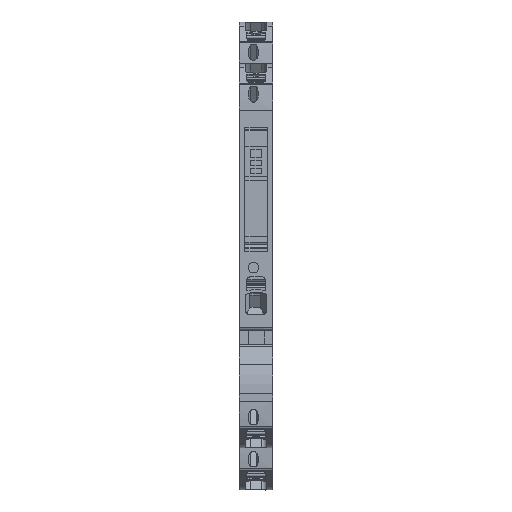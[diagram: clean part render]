
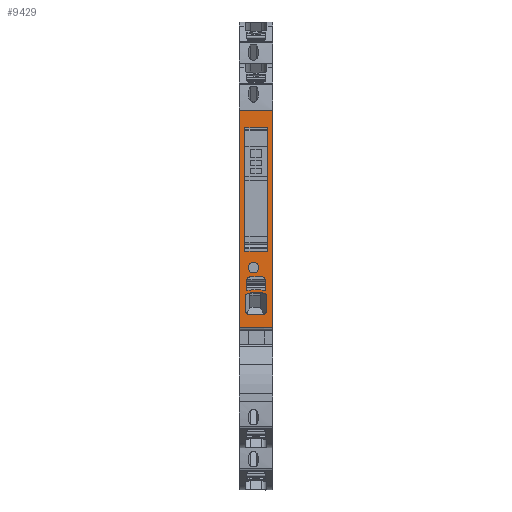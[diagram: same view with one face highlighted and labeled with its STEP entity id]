
A CAD part, top view. The second image highlights one B-rep face of the part: STEP entity #9429.
In plain terms, the highlighted planar face has unit normal (0, 0, 1).
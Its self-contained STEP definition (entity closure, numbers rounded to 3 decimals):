
#4958=AXIS2_PLACEMENT_3D('Plane Axis2P3D',#4955,#4956,#4957) ;
#9256=AXIS2_PLACEMENT_3D('Circle Axis2P3D',#9254,#9255,$) ;
#9270=AXIS2_PLACEMENT_3D('Circle Axis2P3D',#9268,#9269,$) ;
#9291=AXIS2_PLACEMENT_3D('Circle Axis2P3D',#9289,#9290,$) ;
#9322=AXIS2_PLACEMENT_3D('Circle Axis2P3D',#9320,#9321,$) ;
#9336=AXIS2_PLACEMENT_3D('Circle Axis2P3D',#9334,#9335,$) ;
#9350=AXIS2_PLACEMENT_3D('Circle Axis2P3D',#9348,#9349,$) ;
#9379=AXIS2_PLACEMENT_3D('Circle Axis2P3D',#9377,#9378,$) ;
#2892=CARTESIAN_POINT('Vertex',(6.4,72.484,62.45)) ;
#2896=CARTESIAN_POINT('Control Point',(6.4,30.984,62.45)) ;
#2897=CARTESIAN_POINT('Control Point',(6.4,39.284,62.45)) ;
#2898=CARTESIAN_POINT('Control Point',(6.4,47.584,62.45)) ;
#2899=CARTESIAN_POINT('Control Point',(6.4,55.884,62.45)) ;
#2900=CARTESIAN_POINT('Control Point',(6.4,64.184,62.45)) ;
#2901=CARTESIAN_POINT('Control Point',(6.4,72.484,62.45)) ;
#2902=CARTESIAN_POINT('Vertex',(6.4,30.984,62.45)) ;
#3419=CARTESIAN_POINT('Vertex',(0.,30.984,62.45)) ;
#3422=CARTESIAN_POINT('Line Origine',(0.,51.734,62.45)) ;
#3426=CARTESIAN_POINT('Vertex',(0.,72.484,62.45)) ;
#4955=CARTESIAN_POINT('Axis2P3D Location',(3.19,88.484,62.45)) ;
#9162=CARTESIAN_POINT('Line Origine',(2.59,72.484,62.45)) ;
#9234=CARTESIAN_POINT('Line Origine',(3.2,30.984,62.45)) ;
#9245=CARTESIAN_POINT('Line Origine',(1.385,38.969,62.45)) ;
#9249=CARTESIAN_POINT('Vertex',(1.385,39.844,62.45)) ;
#9251=CARTESIAN_POINT('Vertex',(1.385,38.094,62.45)) ;
#9254=CARTESIAN_POINT('Axis2P3D Location',(2.185,39.844,62.45)) ;
#9258=CARTESIAN_POINT('Vertex',(2.185,40.644,62.45)) ;
#9261=CARTESIAN_POINT('Line Origine',(3.235,40.644,62.45)) ;
#9265=CARTESIAN_POINT('Vertex',(4.285,40.644,62.45)) ;
#9268=CARTESIAN_POINT('Axis2P3D Location',(4.285,39.844,62.45)) ;
#9272=CARTESIAN_POINT('Vertex',(5.085,39.844,62.45)) ;
#9275=CARTESIAN_POINT('Line Origine',(5.085,38.969,62.45)) ;
#9279=CARTESIAN_POINT('Vertex',(5.085,38.094,62.45)) ;
#9282=CARTESIAN_POINT('Line Origine',(4.827,38.094,62.45)) ;
#9286=CARTESIAN_POINT('Vertex',(4.568,38.094,62.45)) ;
#9289=CARTESIAN_POINT('Axis2P3D Location',(3.235,32.225,62.45)) ;
#9293=CARTESIAN_POINT('Vertex',(1.902,38.094,62.45)) ;
#9296=CARTESIAN_POINT('Line Origine',(1.643,38.094,62.45)) ;
#9311=CARTESIAN_POINT('Line Origine',(1.1,35.86,62.45)) ;
#9315=CARTESIAN_POINT('Vertex',(1.1,37.311,62.45)) ;
#9317=CARTESIAN_POINT('Vertex',(1.1,34.409,62.45)) ;
#9320=CARTESIAN_POINT('Axis2P3D Location',(3.235,31.704,62.45)) ;
#9324=CARTESIAN_POINT('Vertex',(5.3,37.337,62.45)) ;
#9327=CARTESIAN_POINT('Line Origine',(5.3,35.873,62.45)) ;
#9331=CARTESIAN_POINT('Vertex',(5.3,34.409,62.45)) ;
#9334=CARTESIAN_POINT('Axis2P3D Location',(4.3,34.409,62.45)) ;
#9338=CARTESIAN_POINT('Vertex',(4.3,33.409,62.45)) ;
#9341=CARTESIAN_POINT('Line Origine',(3.2,33.409,62.45)) ;
#9345=CARTESIAN_POINT('Vertex',(2.1,33.409,62.45)) ;
#9348=CARTESIAN_POINT('Axis2P3D Location',(2.1,34.409,62.45)) ;
#9361=CARTESIAN_POINT('Line Origine',(2.71,41.474,62.45)) ;
#9365=CARTESIAN_POINT('Vertex',(2.06,41.474,62.45)) ;
#9367=CARTESIAN_POINT('Vertex',(3.36,41.474,62.45)) ;
#9370=CARTESIAN_POINT('Line Origine',(1.928,41.771,62.45)) ;
#9374=CARTESIAN_POINT('Vertex',(1.796,42.068,62.45)) ;
#9377=CARTESIAN_POINT('Axis2P3D Location',(2.71,42.474,62.45)) ;
#9381=CARTESIAN_POINT('Vertex',(3.624,42.068,62.45)) ;
#9384=CARTESIAN_POINT('Line Origine',(3.492,41.771,62.45)) ;
#9395=CARTESIAN_POINT('Line Origine',(3.23,69.134,62.45)) ;
#9399=CARTESIAN_POINT('Vertex',(5.38,69.134,62.45)) ;
#9401=CARTESIAN_POINT('Vertex',(1.08,69.134,62.45)) ;
#9404=CARTESIAN_POINT('Line Origine',(5.38,57.327,62.45)) ;
#9408=CARTESIAN_POINT('Vertex',(5.38,45.521,62.45)) ;
#9411=CARTESIAN_POINT('Line Origine',(3.23,45.521,62.45)) ;
#9415=CARTESIAN_POINT('Vertex',(1.08,45.521,62.45)) ;
#9418=CARTESIAN_POINT('Line Origine',(1.08,57.327,62.45)) ;
#3423=DIRECTION('Vector Direction',(0.,-1.,0.)) ;
#4956=DIRECTION('Axis2P3D Direction',(0.,0.,1.)) ;
#4957=DIRECTION('Axis2P3D XDirection',(0.,-1.,0.)) ;
#9163=DIRECTION('Vector Direction',(1.,0.,0.)) ;
#9235=DIRECTION('Vector Direction',(1.,0.,0.)) ;
#9246=DIRECTION('Vector Direction',(0.,-1.,0.)) ;
#9255=DIRECTION('Axis2P3D Direction',(0.,0.,1.)) ;
#9262=DIRECTION('Vector Direction',(1.,0.,0.)) ;
#9269=DIRECTION('Axis2P3D Direction',(0.,0.,1.)) ;
#9276=DIRECTION('Vector Direction',(0.,1.,0.)) ;
#9283=DIRECTION('Vector Direction',(1.,0.,0.)) ;
#9290=DIRECTION('Axis2P3D Direction',(0.,0.,1.)) ;
#9297=DIRECTION('Vector Direction',(1.,0.,0.)) ;
#9312=DIRECTION('Vector Direction',(0.,-1.,0.)) ;
#9321=DIRECTION('Axis2P3D Direction',(0.,0.,1.)) ;
#9328=DIRECTION('Vector Direction',(0.,1.,0.)) ;
#9335=DIRECTION('Axis2P3D Direction',(0.,0.,1.)) ;
#9342=DIRECTION('Vector Direction',(1.,0.,0.)) ;
#9349=DIRECTION('Axis2P3D Direction',(0.,0.,1.)) ;
#9362=DIRECTION('Vector Direction',(1.,0.,0.)) ;
#9371=DIRECTION('Vector Direction',(0.406,-0.914,0.)) ;
#9378=DIRECTION('Axis2P3D Direction',(0.,0.,1.)) ;
#9385=DIRECTION('Vector Direction',(0.406,0.914,0.)) ;
#9396=DIRECTION('Vector Direction',(-1.,0.,0.)) ;
#9405=DIRECTION('Vector Direction',(0.,-1.,0.)) ;
#9412=DIRECTION('Vector Direction',(1.,0.,0.)) ;
#9419=DIRECTION('Vector Direction',(0.,-1.,0.)) ;
#3424=VECTOR('Line Direction',#3423,1.) ;
#9164=VECTOR('Line Direction',#9163,1.) ;
#9236=VECTOR('Line Direction',#9235,1.) ;
#9247=VECTOR('Line Direction',#9246,1.) ;
#9263=VECTOR('Line Direction',#9262,1.) ;
#9277=VECTOR('Line Direction',#9276,1.) ;
#9284=VECTOR('Line Direction',#9283,1.) ;
#9298=VECTOR('Line Direction',#9297,1.) ;
#9313=VECTOR('Line Direction',#9312,1.) ;
#9329=VECTOR('Line Direction',#9328,1.) ;
#9343=VECTOR('Line Direction',#9342,1.) ;
#9363=VECTOR('Line Direction',#9362,1.) ;
#9372=VECTOR('Line Direction',#9371,1.) ;
#9386=VECTOR('Line Direction',#9385,1.) ;
#9397=VECTOR('Line Direction',#9396,1.) ;
#9406=VECTOR('Line Direction',#9405,1.) ;
#9413=VECTOR('Line Direction',#9412,1.) ;
#9420=VECTOR('Line Direction',#9419,1.) ;
#9240=ORIENTED_EDGE('',*,*,#9166,.T.) ;
#9241=ORIENTED_EDGE('',*,*,#3428,.T.) ;
#9242=ORIENTED_EDGE('',*,*,#9238,.F.) ;
#9243=ORIENTED_EDGE('',*,*,#2904,.F.) ;
#9302=ORIENTED_EDGE('',*,*,#9253,.F.) ;
#9303=ORIENTED_EDGE('',*,*,#9260,.T.) ;
#9304=ORIENTED_EDGE('',*,*,#9267,.T.) ;
#9305=ORIENTED_EDGE('',*,*,#9274,.T.) ;
#9306=ORIENTED_EDGE('',*,*,#9281,.F.) ;
#9307=ORIENTED_EDGE('',*,*,#9288,.F.) ;
#9308=ORIENTED_EDGE('',*,*,#9295,.T.) ;
#9309=ORIENTED_EDGE('',*,*,#9300,.F.) ;
#9354=ORIENTED_EDGE('',*,*,#9319,.F.) ;
#9355=ORIENTED_EDGE('',*,*,#9326,.F.) ;
#9356=ORIENTED_EDGE('',*,*,#9333,.F.) ;
#9357=ORIENTED_EDGE('',*,*,#9340,.F.) ;
#9358=ORIENTED_EDGE('',*,*,#9347,.T.) ;
#9359=ORIENTED_EDGE('',*,*,#9352,.F.) ;
#9390=ORIENTED_EDGE('',*,*,#9369,.F.) ;
#9391=ORIENTED_EDGE('',*,*,#9376,.F.) ;
#9392=ORIENTED_EDGE('',*,*,#9383,.T.) ;
#9393=ORIENTED_EDGE('',*,*,#9388,.F.) ;
#9424=ORIENTED_EDGE('',*,*,#9403,.F.) ;
#9425=ORIENTED_EDGE('',*,*,#9410,.F.) ;
#9426=ORIENTED_EDGE('',*,*,#9417,.T.) ;
#9427=ORIENTED_EDGE('',*,*,#9422,.F.) ;
#9310=FACE_BOUND('',#9301,.T.) ;
#9360=FACE_BOUND('',#9353,.T.) ;
#9394=FACE_BOUND('',#9389,.T.) ;
#9428=FACE_BOUND('',#9423,.T.) ;
#9429=ADVANCED_FACE('SOCKEL',(#9244,#9310,#9360,#9394,#9428),#4959,.T.) ;
#2895=B_SPLINE_CURVE_WITH_KNOTS('',5,(#2896,#2897,#2898,#2899,#2900,#2901),.UNSPECIFIED.,.F.,.U.,(6,6),(0.,41.5),.UNSPECIFIED.) ;
#9257=CIRCLE('generated circle',#9256,0.8) ;
#9271=CIRCLE('generated circle',#9270,0.8) ;
#9292=CIRCLE('generated circle',#9291,6.018) ;
#9323=CIRCLE('generated circle',#9322,6.) ;
#9337=CIRCLE('generated circle',#9336,1.) ;
#9351=CIRCLE('generated circle',#9350,1.) ;
#9380=CIRCLE('generated circle',#9379,1.) ;
#2904=EDGE_CURVE('',#2893,#2903,#2895,.F.) ;
#3428=EDGE_CURVE('',#3427,#3420,#3425,.T.) ;
#9166=EDGE_CURVE('',#2893,#3427,#9165,.F.) ;
#9238=EDGE_CURVE('',#2903,#3420,#9237,.F.) ;
#9253=EDGE_CURVE('',#9250,#9252,#9248,.T.) ;
#9260=EDGE_CURVE('',#9250,#9259,#9257,.F.) ;
#9267=EDGE_CURVE('',#9259,#9266,#9264,.T.) ;
#9274=EDGE_CURVE('',#9266,#9273,#9271,.F.) ;
#9281=EDGE_CURVE('',#9280,#9273,#9278,.T.) ;
#9288=EDGE_CURVE('',#9287,#9280,#9285,.T.) ;
#9295=EDGE_CURVE('',#9287,#9294,#9292,.T.) ;
#9300=EDGE_CURVE('',#9252,#9294,#9299,.T.) ;
#9319=EDGE_CURVE('',#9316,#9318,#9314,.T.) ;
#9326=EDGE_CURVE('',#9325,#9316,#9323,.T.) ;
#9333=EDGE_CURVE('',#9332,#9325,#9330,.T.) ;
#9340=EDGE_CURVE('',#9339,#9332,#9337,.T.) ;
#9347=EDGE_CURVE('',#9339,#9346,#9344,.F.) ;
#9352=EDGE_CURVE('',#9318,#9346,#9351,.T.) ;
#9369=EDGE_CURVE('',#9366,#9368,#9364,.T.) ;
#9376=EDGE_CURVE('',#9375,#9366,#9373,.T.) ;
#9383=EDGE_CURVE('',#9375,#9382,#9380,.F.) ;
#9388=EDGE_CURVE('',#9368,#9382,#9387,.T.) ;
#9403=EDGE_CURVE('',#9400,#9402,#9398,.T.) ;
#9410=EDGE_CURVE('',#9409,#9400,#9407,.F.) ;
#9417=EDGE_CURVE('',#9409,#9416,#9414,.F.) ;
#9422=EDGE_CURVE('',#9402,#9416,#9421,.T.) ;
#9239=EDGE_LOOP('',(#9240,#9241,#9242,#9243)) ;
#9301=EDGE_LOOP('',(#9302,#9303,#9304,#9305,#9306,#9307,#9308,#9309)) ;
#9353=EDGE_LOOP('',(#9354,#9355,#9356,#9357,#9358,#9359)) ;
#9389=EDGE_LOOP('',(#9390,#9391,#9392,#9393)) ;
#9423=EDGE_LOOP('',(#9424,#9425,#9426,#9427)) ;
#9244=FACE_OUTER_BOUND('',#9239,.T.) ;
#3425=LINE('Line',#3422,#3424) ;
#9165=LINE('Line',#9162,#9164) ;
#9237=LINE('Line',#9234,#9236) ;
#9248=LINE('Line',#9245,#9247) ;
#9264=LINE('Line',#9261,#9263) ;
#9278=LINE('Line',#9275,#9277) ;
#9285=LINE('Line',#9282,#9284) ;
#9299=LINE('Line',#9296,#9298) ;
#9314=LINE('Line',#9311,#9313) ;
#9330=LINE('Line',#9327,#9329) ;
#9344=LINE('Line',#9341,#9343) ;
#9364=LINE('Line',#9361,#9363) ;
#9373=LINE('Line',#9370,#9372) ;
#9387=LINE('Line',#9384,#9386) ;
#9398=LINE('Line',#9395,#9397) ;
#9407=LINE('Line',#9404,#9406) ;
#9414=LINE('Line',#9411,#9413) ;
#9421=LINE('Line',#9418,#9420) ;
#4959=PLANE('',#4958) ;
#2893=VERTEX_POINT('',#2892) ;
#2903=VERTEX_POINT('',#2902) ;
#3420=VERTEX_POINT('',#3419) ;
#3427=VERTEX_POINT('',#3426) ;
#9250=VERTEX_POINT('',#9249) ;
#9252=VERTEX_POINT('',#9251) ;
#9259=VERTEX_POINT('',#9258) ;
#9266=VERTEX_POINT('',#9265) ;
#9273=VERTEX_POINT('',#9272) ;
#9280=VERTEX_POINT('',#9279) ;
#9287=VERTEX_POINT('',#9286) ;
#9294=VERTEX_POINT('',#9293) ;
#9316=VERTEX_POINT('',#9315) ;
#9318=VERTEX_POINT('',#9317) ;
#9325=VERTEX_POINT('',#9324) ;
#9332=VERTEX_POINT('',#9331) ;
#9339=VERTEX_POINT('',#9338) ;
#9346=VERTEX_POINT('',#9345) ;
#9366=VERTEX_POINT('',#9365) ;
#9368=VERTEX_POINT('',#9367) ;
#9375=VERTEX_POINT('',#9374) ;
#9382=VERTEX_POINT('',#9381) ;
#9400=VERTEX_POINT('',#9399) ;
#9402=VERTEX_POINT('',#9401) ;
#9409=VERTEX_POINT('',#9408) ;
#9416=VERTEX_POINT('',#9415) ;
